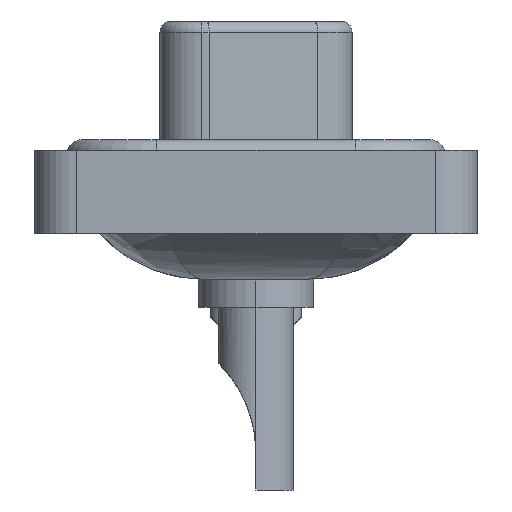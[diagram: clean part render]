
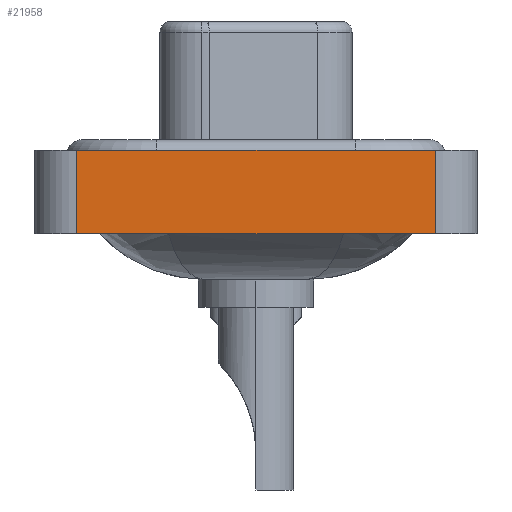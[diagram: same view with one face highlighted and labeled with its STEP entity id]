
A CAD part, left-side view. The second image highlights one B-rep face of the part: STEP entity #21958.
In plain terms, the highlighted planar face has unit normal (-1, 0, 0).
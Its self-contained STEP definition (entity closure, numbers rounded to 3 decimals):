
#581 = VECTOR ( 'NONE', #2466, 1000. ) ;
#825 = CARTESIAN_POINT ( 'NONE',  ( -7.35, -8.55, 0.4 ) ) ;
#869 = LINE ( 'NONE', #980, #581 ) ;
#980 = CARTESIAN_POINT ( 'NONE',  ( -7.35, 8.55, -3.6 ) ) ;
#1399 = EDGE_CURVE ( 'NONE', #9200, #4949, #16397, .T. ) ;
#1690 = VECTOR ( 'NONE', #12267, 1000. ) ;
#2026 = EDGE_CURVE ( 'NONE', #18234, #4949, #19216, .T. ) ;
#2466 = DIRECTION ( 'NONE',  ( 0., 0., 1. ) ) ;
#2506 = DIRECTION ( 'NONE',  ( 0., 0., 1. ) ) ;
#3484 = VERTEX_POINT ( 'NONE', #16560 ) ;
#3620 = CARTESIAN_POINT ( 'NONE',  ( -7.35, -8.55, -3.6 ) ) ;
#3983 = LINE ( 'NONE', #10915, #6535 ) ;
#4241 = ORIENTED_EDGE ( 'NONE', *, *, #20566, .F. ) ;
#4949 = VERTEX_POINT ( 'NONE', #18968 ) ;
#6535 = VECTOR ( 'NONE', #12622, 1000. ) ;
#6704 = ORIENTED_EDGE ( 'NONE', *, *, #16999, .T. ) ;
#7631 = FACE_OUTER_BOUND ( 'NONE', #14332, .T. ) ;
#9200 = VERTEX_POINT ( 'NONE', #13754 ) ;
#10915 = CARTESIAN_POINT ( 'NONE',  ( -7.35, -8.55, -3.6 ) ) ;
#11131 = ORIENTED_EDGE ( 'NONE', *, *, #1399, .F. ) ;
#11884 = CARTESIAN_POINT ( 'NONE',  ( -7.35, -8.55, -3.6 ) ) ;
#12267 = DIRECTION ( 'NONE',  ( 0., 0., 1. ) ) ;
#12622 = DIRECTION ( 'NONE',  ( 0., -1., 0. ) ) ;
#12994 = DIRECTION ( 'NONE',  ( 0., -1., 0. ) ) ;
#13754 = CARTESIAN_POINT ( 'NONE',  ( -7.35, 8.55, 0.4 ) ) ;
#14332 = EDGE_LOOP ( 'NONE', ( #14535, #11131, #4241, #6704 ) ) ;
#14535 = ORIENTED_EDGE ( 'NONE', *, *, #2026, .T. ) ;
#14545 = PLANE ( 'NONE',  #20661 ) ;
#16397 = LINE ( 'NONE', #825, #21662 ) ;
#16560 = CARTESIAN_POINT ( 'NONE',  ( -7.35, 8.55, -3.6 ) ) ;
#16999 = EDGE_CURVE ( 'NONE', #3484, #18234, #3983, .T. ) ;
#18080 = DIRECTION ( 'NONE',  ( -1., 0., 0. ) ) ;
#18234 = VERTEX_POINT ( 'NONE', #11884 ) ;
#18968 = CARTESIAN_POINT ( 'NONE',  ( -7.35, -8.55, 0.4 ) ) ;
#19216 = LINE ( 'NONE', #3620, #1690 ) ;
#19577 = CARTESIAN_POINT ( 'NONE',  ( -7.35, -8.55, -3.6 ) ) ;
#20566 = EDGE_CURVE ( 'NONE', #3484, #9200, #869, .T. ) ;
#20661 = AXIS2_PLACEMENT_3D ( 'NONE', #19577, #18080, #2506 ) ;
#21662 = VECTOR ( 'NONE', #12994, 1000. ) ;
#21958 = ADVANCED_FACE ( 'NONE', ( #7631 ), #14545, .T. ) ;
